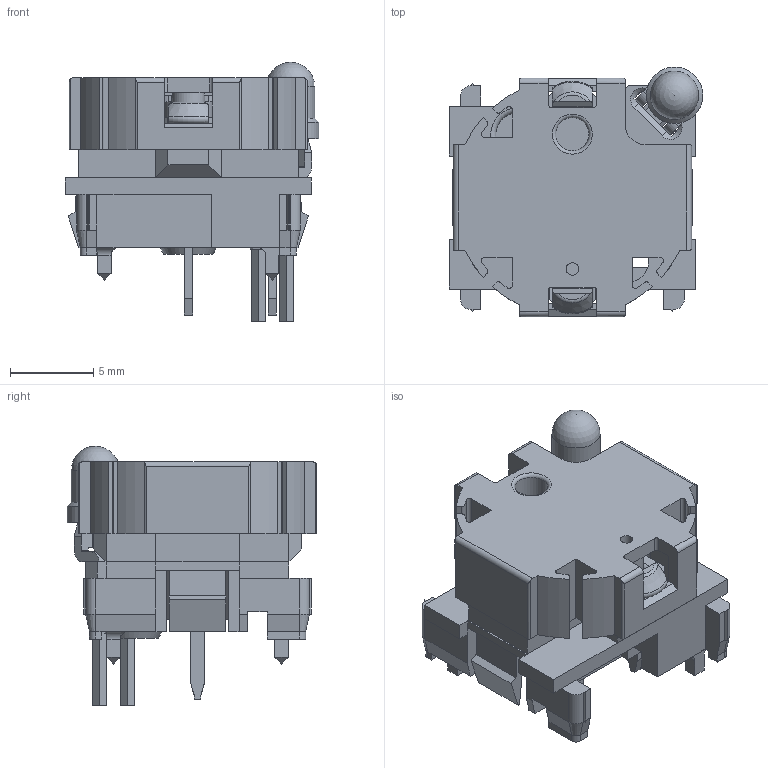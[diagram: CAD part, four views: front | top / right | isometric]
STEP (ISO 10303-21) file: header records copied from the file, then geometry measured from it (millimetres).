
FILE_DESCRIPTION((' '),'2;1');
FILE_NAME( '6425.3111.stp', '2024-09-01T02:41:38', (' '), ('--- ---'), ' V2024.3 Jun 21 2024', ' 2024 (c)', ' ');
FILE_SCHEMA(('AP242_MANAGED_MODEL_BASED_3D_ENGINEERING_MIM_LF { 1 0 10303 442 1 1 4 }'));
Length unit declared in the file: millimetre
Products named in the file (1): 64253111_01_DK_999
Bounding box: 15.24 x 15.01 x 15.6 mm (x, y, z)
Volume: 1050.6 mm3; surface area: 2159.3 mm2
Topology: 1 solids, 1 shells, 529 faces, 1461 edges, 931 vertices
Faces by surface type: plane 393, cylinder 104, cone 15, torus 11, bspline 5, sphere 1
Full cylindrical faces by diameter (mm): 0.75 x2, 0.8 x1, 2 x3, 2.13 x1, 2.3 x1, 2.6 x2, 2.9 x1, 3 x1, 3.13 x1, 3.4 x1
Entity records: 17447 total; most frequent: CARTESIAN_POINT 3370, ORIENTED_EDGE 2846, DIRECTION 2747, EDGE_CURVE 1423, VECTOR 1133, LINE 1133, VERTEX_POINT 921, AXIS2_PLACEMENT_3D 807
